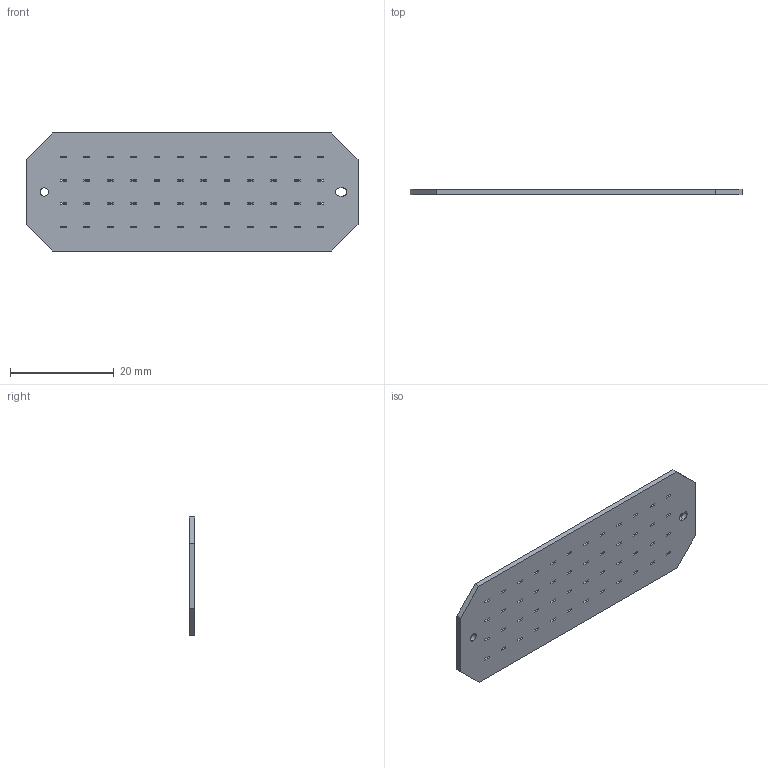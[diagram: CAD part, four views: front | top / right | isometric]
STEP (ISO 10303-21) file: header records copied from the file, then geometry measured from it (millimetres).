
FILE_DESCRIPTION (( 'STEP AP214' ), '1' );
FILE_NAME ('Colimiter_v1_draftslot.STEP', '2016-05-02T18:54:38', ( '' ), ( '' ), 'SwSTEP 2.0', 'SolidWorks 2015', '' );
FILE_SCHEMA (( 'AUTOMOTIVE_DESIGN' ));
Length unit declared in the file: millimetre
Products named in the file (1): Colimiter_v1_draftslot
Bounding box: 64 x 1 x 22.75 mm (x, y, z)
Volume: 1385 mm3; surface area: 3073.2 mm2
Topology: 1 solids, 1 shells, 208 faces, 618 edges, 412 vertices
Faces by surface type: plane 204, cylinder 4
Entity records: 7064 total; most frequent: CARTESIAN_POINT 1239, ORIENTED_EDGE 1236, DIRECTION 1044, EDGE_CURVE 618, LINE 610, VECTOR 610, VERTEX_POINT 412, EDGE_LOOP 308
